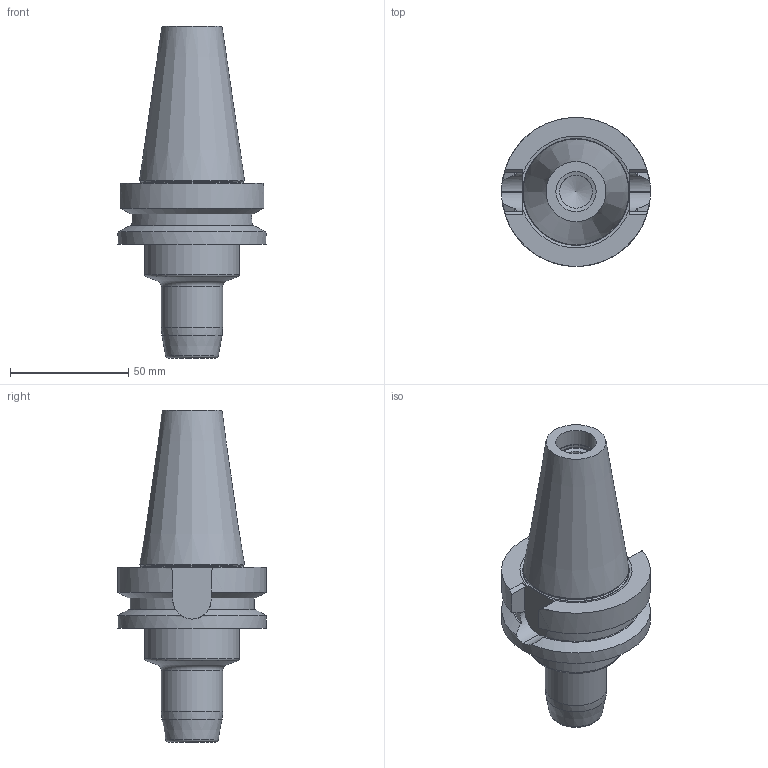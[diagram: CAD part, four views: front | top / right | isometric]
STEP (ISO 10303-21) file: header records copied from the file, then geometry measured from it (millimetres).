
FILE_DESCRIPTION(/* description */ (''),/* implementation_level */ '2;1');
FILE_NAME(/* name */ '4173_1_3d.stp',/* time_stamp */ '2019-08-21T08:24:25+02:00',/* author */ (''),/* organization */ ('SMS'),/* preprocessor_version */ 'ST-DEVELOPER v16.7',/* originating_system */ 'SIEMENS PLM Software NX 12.0',/* authorisation */ '');
FILE_SCHEMA (('AUTOMOTIVE_DESIGN { 1 0 10303 214 3 1 1 1 }'));
Length unit declared in the file: millimetre
Products named in the file (1): 4173_1_3D
Bounding box: 62.98 x 62.98 x 140.4 mm (x, y, z)
Volume: 163634.9 mm3; surface area: 24814.3 mm2
Topology: 1 solids, 1 shells, 56 faces, 148 edges, 96 vertices
Faces by surface type: plane 22, cylinder 15, cone 13, torus 5, bspline 1
Full cylindrical faces by diameter (mm): 14 x1, 17.014 x1, 17.413 x1, 26 x1, 40 x1, 43.85 x1, 62.977 x1
Entity records: 1646 total; most frequent: CARTESIAN_POINT 352, DIRECTION 266, ORIENTED_EDGE 236, EDGE_CURVE 118, AXIS2_PLACEMENT_3D 109, VERTEX_POINT 87, EDGE_LOOP 78, ADVANCED_FACE 56
